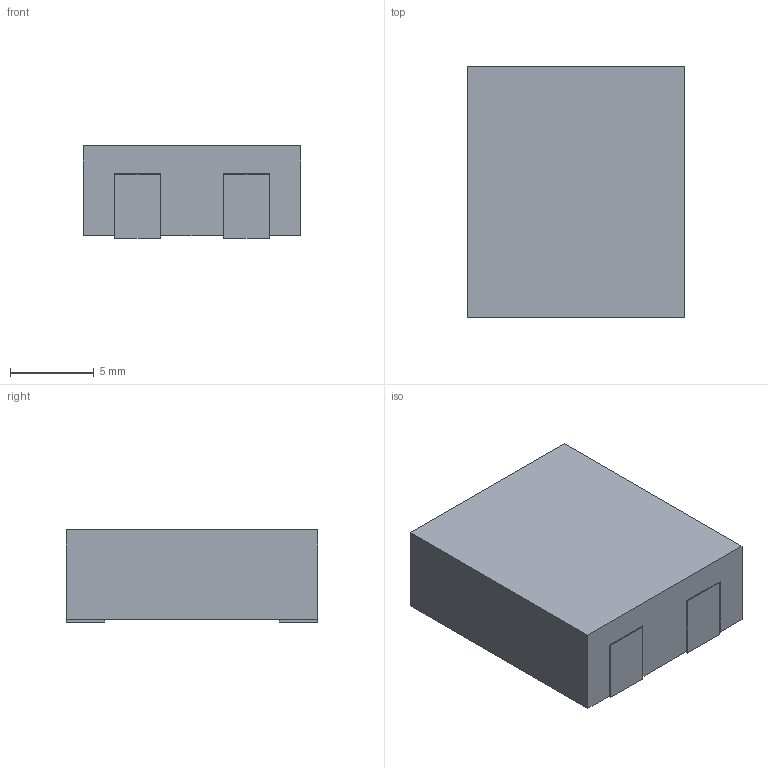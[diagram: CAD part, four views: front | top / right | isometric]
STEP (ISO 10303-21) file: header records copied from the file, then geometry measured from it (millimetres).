
FILE_DESCRIPTION (( 'STEP AP203' ), '1' );
FILE_NAME ('ACM1513 block model(typ size).STEP', '2018-07-17T00:39:26', ( '' ), ( '' ), 'SwSTEP 2.0', 'SolidWorks 2018', '' );
FILE_SCHEMA (( 'CONFIG_CONTROL_DESIGN' ));
Length unit declared in the file: millimetre
Products named in the file (3): ACM1513 僐傾block(typ size); ACM1513 block model(typ size); ACM1513 端子block(typ size)
Assembly tree (5 placements, depth 2):
  ACM1513 block model(typ size)
    ACM1513 僐傾block(typ size)
    ACM1513 端子block(typ size)  x4
Bounding box: 13 x 15 x 5.5 mm (x, y, z)
Volume: 1046.7 mm3; surface area: 832.9 mm2
Topology: 5 solids, 5 shells, 54 faces, 132 edges, 88 vertices
Faces by surface type: plane 54
Entity records: 1303 total; most frequent: CARTESIAN_POINT 168, ORIENTED_EDGE 156, DIRECTION 154, LINE 78, VECTOR 78, EDGE_CURVE 78, VERTEX_POINT 52, AXIS2_PLACEMENT_3D 38
